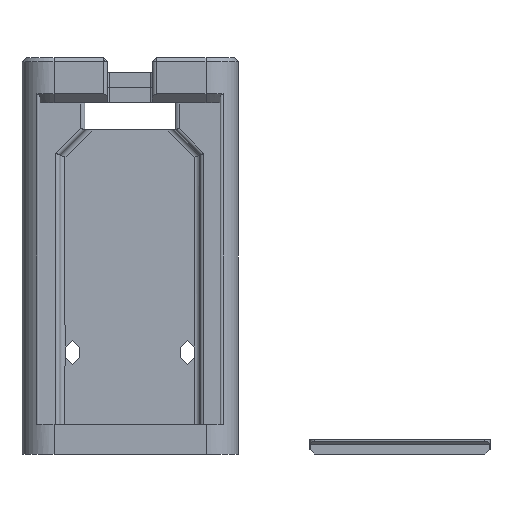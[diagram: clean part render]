
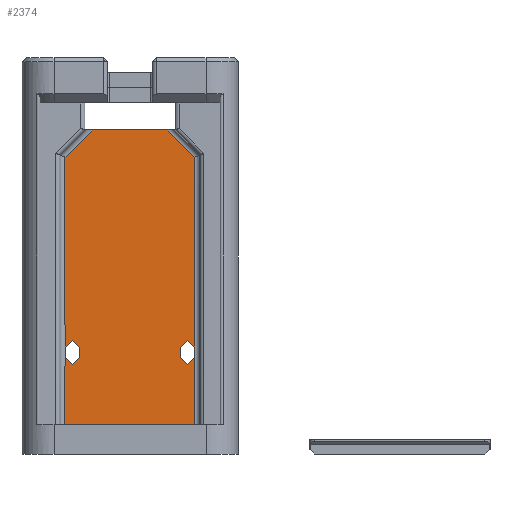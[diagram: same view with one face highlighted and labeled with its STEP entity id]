
A CAD part, front view. The second image highlights one B-rep face of the part: STEP entity #2374.
In plain terms, the highlighted planar face has unit normal (0, -1, 0).
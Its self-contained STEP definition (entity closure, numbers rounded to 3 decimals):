
#43=PLANE('',#2542);
#132=FACE_OUTER_BOUND('',#268,.T.);
#268=EDGE_LOOP('',(#1668,#1669,#1670,#1671,#1672,#1673,#1674,#1675,#1676,
#1677,#1678,#1679,#1680,#1681,#1682,#1683,#1684,#1685,#1686,#1687,#1688,
#1689));
#513=LINE('',#3620,#772);
#515=LINE('',#3624,#774);
#518=LINE('',#3634,#777);
#519=LINE('',#3637,#778);
#520=LINE('',#3639,#779);
#521=LINE('',#3641,#780);
#522=LINE('',#3643,#781);
#523=LINE('',#3644,#782);
#524=LINE('',#3646,#783);
#525=LINE('',#3648,#784);
#526=LINE('',#3650,#785);
#527=LINE('',#3652,#786);
#528=LINE('',#3654,#787);
#529=LINE('',#3656,#788);
#530=LINE('',#3658,#789);
#531=LINE('',#3660,#790);
#532=LINE('',#3662,#791);
#533=LINE('',#3664,#792);
#534=LINE('',#3666,#793);
#535=LINE('',#3668,#794);
#536=LINE('',#3670,#795);
#537=LINE('',#3671,#796);
#772=VECTOR('',#2837,10.);
#774=VECTOR('',#2839,10.);
#777=VECTOR('',#2850,10.);
#778=VECTOR('',#2853,10.);
#779=VECTOR('',#2854,10.);
#780=VECTOR('',#2855,10.);
#781=VECTOR('',#2856,10.);
#782=VECTOR('',#2857,10.);
#783=VECTOR('',#2858,10.);
#784=VECTOR('',#2859,10.);
#785=VECTOR('',#2860,10.);
#786=VECTOR('',#2861,10.);
#787=VECTOR('',#2862,10.);
#788=VECTOR('',#2863,10.);
#789=VECTOR('',#2864,10.);
#790=VECTOR('',#2865,10.);
#791=VECTOR('',#2866,10.);
#792=VECTOR('',#2867,10.);
#793=VECTOR('',#2868,10.);
#794=VECTOR('',#2869,10.);
#795=VECTOR('',#2870,10.);
#796=VECTOR('',#2871,10.);
#1059=VERTEX_POINT('',#3618);
#1060=VERTEX_POINT('',#3619);
#1061=VERTEX_POINT('',#3621);
#1062=VERTEX_POINT('',#3623);
#1065=VERTEX_POINT('',#3632);
#1066=VERTEX_POINT('',#3636);
#1067=VERTEX_POINT('',#3638);
#1068=VERTEX_POINT('',#3640);
#1069=VERTEX_POINT('',#3642);
#1070=VERTEX_POINT('',#3645);
#1071=VERTEX_POINT('',#3647);
#1072=VERTEX_POINT('',#3649);
#1073=VERTEX_POINT('',#3651);
#1074=VERTEX_POINT('',#3653);
#1075=VERTEX_POINT('',#3655);
#1076=VERTEX_POINT('',#3657);
#1077=VERTEX_POINT('',#3659);
#1078=VERTEX_POINT('',#3661);
#1079=VERTEX_POINT('',#3663);
#1080=VERTEX_POINT('',#3665);
#1081=VERTEX_POINT('',#3667);
#1082=VERTEX_POINT('',#3669);
#1292=EDGE_CURVE('',#1059,#1060,#513,.T.);
#1294=EDGE_CURVE('',#1061,#1062,#515,.T.);
#1300=EDGE_CURVE('',#1065,#1059,#518,.T.);
#1301=EDGE_CURVE('',#1066,#1061,#519,.T.);
#1302=EDGE_CURVE('',#1067,#1066,#520,.T.);
#1303=EDGE_CURVE('',#1067,#1068,#521,.T.);
#1304=EDGE_CURVE('',#1069,#1068,#522,.T.);
#1305=EDGE_CURVE('',#1060,#1069,#523,.T.);
#1306=EDGE_CURVE('',#1065,#1070,#524,.T.);
#1307=EDGE_CURVE('',#1071,#1070,#525,.T.);
#1308=EDGE_CURVE('',#1072,#1071,#526,.T.);
#1309=EDGE_CURVE('',#1073,#1072,#527,.T.);
#1310=EDGE_CURVE('',#1074,#1073,#528,.T.);
#1311=EDGE_CURVE('',#1074,#1075,#529,.T.);
#1312=EDGE_CURVE('',#1076,#1075,#530,.T.);
#1313=EDGE_CURVE('',#1077,#1076,#531,.T.);
#1314=EDGE_CURVE('',#1078,#1077,#532,.T.);
#1315=EDGE_CURVE('',#1079,#1078,#533,.T.);
#1316=EDGE_CURVE('',#1080,#1079,#534,.T.);
#1317=EDGE_CURVE('',#1081,#1080,#535,.T.);
#1318=EDGE_CURVE('',#1082,#1081,#536,.T.);
#1319=EDGE_CURVE('',#1062,#1082,#537,.T.);
#1668=ORIENTED_EDGE('',*,*,#1294,.F.);
#1669=ORIENTED_EDGE('',*,*,#1301,.F.);
#1670=ORIENTED_EDGE('',*,*,#1302,.F.);
#1671=ORIENTED_EDGE('',*,*,#1303,.T.);
#1672=ORIENTED_EDGE('',*,*,#1304,.F.);
#1673=ORIENTED_EDGE('',*,*,#1305,.F.);
#1674=ORIENTED_EDGE('',*,*,#1292,.F.);
#1675=ORIENTED_EDGE('',*,*,#1300,.F.);
#1676=ORIENTED_EDGE('',*,*,#1306,.T.);
#1677=ORIENTED_EDGE('',*,*,#1307,.F.);
#1678=ORIENTED_EDGE('',*,*,#1308,.F.);
#1679=ORIENTED_EDGE('',*,*,#1309,.F.);
#1680=ORIENTED_EDGE('',*,*,#1310,.F.);
#1681=ORIENTED_EDGE('',*,*,#1311,.T.);
#1682=ORIENTED_EDGE('',*,*,#1312,.F.);
#1683=ORIENTED_EDGE('',*,*,#1313,.F.);
#1684=ORIENTED_EDGE('',*,*,#1314,.F.);
#1685=ORIENTED_EDGE('',*,*,#1315,.F.);
#1686=ORIENTED_EDGE('',*,*,#1316,.F.);
#1687=ORIENTED_EDGE('',*,*,#1317,.F.);
#1688=ORIENTED_EDGE('',*,*,#1318,.F.);
#1689=ORIENTED_EDGE('',*,*,#1319,.F.);
#2374=ADVANCED_FACE('',(#132),#43,.T.);
#2542=AXIS2_PLACEMENT_3D('',#3635,#2851,#2852);
#2837=DIRECTION('',(0.,0.,-1.));
#2839=DIRECTION('',(0.,0.,-1.));
#2850=DIRECTION('',(0.707,0.,-0.707));
#2851=DIRECTION('center_axis',(0.,-1.,0.));
#2852=DIRECTION('ref_axis',(1.,0.,0.));
#2853=DIRECTION('',(0.707,0.,0.707));
#2854=DIRECTION('',(0.707,0.,-0.707));
#2855=DIRECTION('',(0.,0.,1.));
#2856=DIRECTION('',(-0.707,0.,-0.707));
#2857=DIRECTION('',(-0.707,0.,0.707));
#2858=DIRECTION('',(-1.,0.,0.));
#2859=DIRECTION('',(0.707,0.,0.707));
#2860=DIRECTION('',(0.,0.,1.));
#2861=DIRECTION('',(-0.707,0.,-0.707));
#2862=DIRECTION('',(-0.707,0.,0.707));
#2863=DIRECTION('',(0.,0.,-1.));
#2864=DIRECTION('',(0.707,0.,0.707));
#2865=DIRECTION('',(0.707,0.,-0.707));
#2866=DIRECTION('',(0.,0.,1.));
#2867=DIRECTION('',(-1.,0.,0.));
#2868=DIRECTION('',(0.,0.,1.));
#2869=DIRECTION('',(-1.,0.,0.));
#2870=DIRECTION('',(0.,0.,-1.));
#2871=DIRECTION('',(-1.,0.,0.));
#3618=CARTESIAN_POINT('',(-7.5,8.7,29.693));
#3619=CARTESIAN_POINT('',(-7.5,8.7,10.7));
#3620=CARTESIAN_POINT('',(-7.5,8.7,0.));
#3621=CARTESIAN_POINT('',(-7.5,8.7,9.7));
#3623=CARTESIAN_POINT('',(-7.5,8.7,2.));
#3624=CARTESIAN_POINT('',(-7.5,8.7,0.));
#3632=CARTESIAN_POINT('',(-10.207,8.7,32.4));
#3634=CARTESIAN_POINT('',(-4.004,8.7,26.196));
#3635=CARTESIAN_POINT('Origin',(-21.,8.7,0.));
#3636=CARTESIAN_POINT('',(-8.2,8.7,9.));
#3637=CARTESIAN_POINT('',(-13.475,8.7,3.725));
#3638=CARTESIAN_POINT('',(-8.9,8.7,9.7));
#3639=CARTESIAN_POINT('',(-9.325,8.7,10.125));
#3640=CARTESIAN_POINT('',(-8.9,8.7,10.7));
#3641=CARTESIAN_POINT('',(-8.9,8.7,4.5));
#3642=CARTESIAN_POINT('',(-8.2,8.7,11.4));
#3643=CARTESIAN_POINT('',(-14.425,8.7,5.175));
#3644=CARTESIAN_POINT('',(-8.375,8.7,11.575));
#3645=CARTESIAN_POINT('',(-17.793,8.7,32.4));
#3646=CARTESIAN_POINT('',(-15.25,8.7,32.4));
#3647=CARTESIAN_POINT('',(-20.5,8.7,29.693));
#3648=CARTESIAN_POINT('',(-27.496,8.7,22.696));
#3649=CARTESIAN_POINT('',(-20.5,8.7,10.7));
#3650=CARTESIAN_POINT('',(-20.5,8.7,0.));
#3651=CARTESIAN_POINT('',(-19.8,8.7,11.4));
#3652=CARTESIAN_POINT('',(-23.125,8.7,8.075));
#3653=CARTESIAN_POINT('',(-19.1,8.7,10.7));
#3654=CARTESIAN_POINT('',(-17.075,8.7,8.675));
#3655=CARTESIAN_POINT('',(-19.1,8.7,9.7));
#3656=CARTESIAN_POINT('',(-19.1,8.7,5.7));
#3657=CARTESIAN_POINT('',(-19.8,8.7,9.));
#3658=CARTESIAN_POINT('',(-22.175,8.7,6.625));
#3659=CARTESIAN_POINT('',(-20.5,8.7,9.7));
#3660=CARTESIAN_POINT('',(-18.025,8.7,7.225));
#3661=CARTESIAN_POINT('',(-20.5,8.7,2.));
#3662=CARTESIAN_POINT('',(-20.5,8.7,0.));
#3663=CARTESIAN_POINT('',(-17.95,8.7,2.));
#3664=CARTESIAN_POINT('',(-7.,8.7,2.));
#3665=CARTESIAN_POINT('',(-17.95,8.7,1.));
#3666=CARTESIAN_POINT('',(-17.95,8.7,0.));
#3667=CARTESIAN_POINT('',(-10.05,8.7,1.));
#3668=CARTESIAN_POINT('',(-7.,8.7,1.));
#3669=CARTESIAN_POINT('',(-10.05,8.7,2.));
#3670=CARTESIAN_POINT('',(-10.05,8.7,0.));
#3671=CARTESIAN_POINT('',(-7.,8.7,2.));
